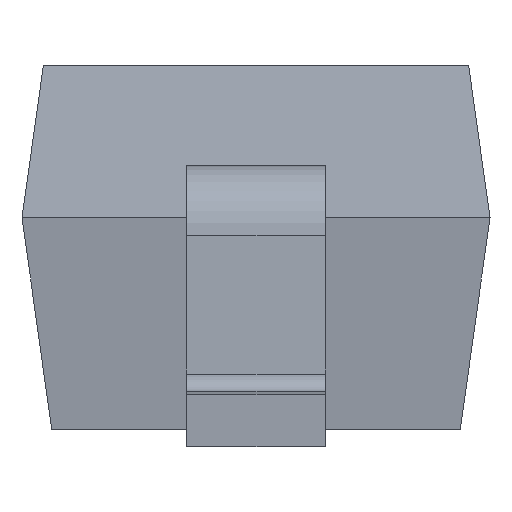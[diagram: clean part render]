
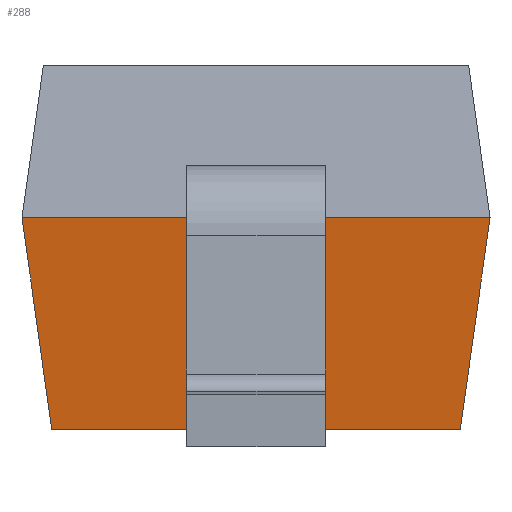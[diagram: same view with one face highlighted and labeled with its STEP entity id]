
A CAD part, left-side view. The second image highlights one B-rep face of the part: STEP entity #288.
In plain terms, the highlighted planar face has unit normal (-0.99, 0, -0.139).
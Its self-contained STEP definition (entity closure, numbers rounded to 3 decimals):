
#2 = DIRECTION ( 'NONE',  ( 0., -1., 0. ) ) ;
#4 = CARTESIAN_POINT ( 'NONE',  ( -0.814, 2.5, 0.05 ) ) ;
#11 = EDGE_LOOP ( 'NONE', ( #1130, #846, #459, #198, #1099, #935 ) ) ;
#32 = EDGE_CURVE ( 'NONE', #482, #592, #1282, .T. ) ;
#49 = LINE ( 'NONE', #153, #1360 ) ;
#89 = CARTESIAN_POINT ( 'NONE',  ( -0.9, 2.5, 0.66 ) ) ;
#139 = CARTESIAN_POINT ( 'NONE',  ( -0.9, 2.5, 0.66 ) ) ;
#147 = CARTESIAN_POINT ( 'NONE',  ( -0.9, -0.2, 0.66 ) ) ;
#153 = CARTESIAN_POINT ( 'NONE',  ( -0.756, -0.531, -0.368 ) ) ;
#159 = DIRECTION ( 'NONE',  ( 0.138, 0.138, -0.981 ) ) ;
#162 = CARTESIAN_POINT ( 'NONE',  ( -0.9, 0.675, 0.66 ) ) ;
#176 = VECTOR ( 'NONE', #2, 1000. ) ;
#198 = ORIENTED_EDGE ( 'NONE', *, *, #1088, .F. ) ;
#271 = DIRECTION ( 'NONE',  ( 0.99, 0., 0.139 ) ) ;
#288 = ADVANCED_FACE ( 'NONE', ( #1216 ), #1343, .F. ) ;
#294 = DIRECTION ( 'NONE',  ( 0., -1., 0. ) ) ;
#302 = VERTEX_POINT ( 'NONE', #162 ) ;
#319 = LINE ( 'NONE', #962, #1250 ) ;
#330 = VERTEX_POINT ( 'NONE', #1256 ) ;
#380 = VECTOR ( 'NONE', #1030, 1000. ) ;
#385 = LINE ( 'NONE', #89, #380 ) ;
#429 = LINE ( 'NONE', #856, #176 ) ;
#448 = DIRECTION ( 'NONE',  ( -0.138, 0.138, 0.981 ) ) ;
#459 = ORIENTED_EDGE ( 'NONE', *, *, #1150, .F. ) ;
#482 = VERTEX_POINT ( 'NONE', #667 ) ;
#516 = EDGE_CURVE ( 'NONE', #533, #330, #681, .T. ) ;
#533 = VERTEX_POINT ( 'NONE', #147 ) ;
#580 = EDGE_CURVE ( 'NONE', #330, #592, #49, .T. ) ;
#592 = VERTEX_POINT ( 'NONE', #1307 ) ;
#646 = VERTEX_POINT ( 'NONE', #1146 ) ;
#667 = CARTESIAN_POINT ( 'NONE',  ( -0.814, 0.589, 0.05 ) ) ;
#676 = AXIS2_PLACEMENT_3D ( 'NONE', #1019, #271, #1330 ) ;
#681 = LINE ( 'NONE', #139, #1074 ) ;
#777 = EDGE_CURVE ( 'NONE', #482, #302, #319, .T. ) ;
#846 = ORIENTED_EDGE ( 'NONE', *, *, #516, .F. ) ;
#856 = CARTESIAN_POINT ( 'NONE',  ( -0.9, 0.2, 0.66 ) ) ;
#910 = DIRECTION ( 'NONE',  ( 0., -1., 0. ) ) ;
#935 = ORIENTED_EDGE ( 'NONE', *, *, #32, .T. ) ;
#962 = CARTESIAN_POINT ( 'NONE',  ( -0.851, 0.626, 0.308 ) ) ;
#1019 = CARTESIAN_POINT ( 'NONE',  ( -0.814, 2.5, 0.05 ) ) ;
#1030 = DIRECTION ( 'NONE',  ( 0., -1., 0. ) ) ;
#1074 = VECTOR ( 'NONE', #910, 1000. ) ;
#1088 = EDGE_CURVE ( 'NONE', #302, #646, #385, .T. ) ;
#1099 = ORIENTED_EDGE ( 'NONE', *, *, #777, .F. ) ;
#1130 = ORIENTED_EDGE ( 'NONE', *, *, #580, .F. ) ;
#1146 = CARTESIAN_POINT ( 'NONE',  ( -0.9, 0.2, 0.66 ) ) ;
#1150 = EDGE_CURVE ( 'NONE', #646, #533, #429, .T. ) ;
#1204 = VECTOR ( 'NONE', #294, 1000. ) ;
#1216 = FACE_OUTER_BOUND ( 'NONE', #11, .T. ) ;
#1250 = VECTOR ( 'NONE', #448, 1000. ) ;
#1256 = CARTESIAN_POINT ( 'NONE',  ( -0.9, -0.675, 0.66 ) ) ;
#1282 = LINE ( 'NONE', #4, #1204 ) ;
#1307 = CARTESIAN_POINT ( 'NONE',  ( -0.814, -0.589, 0.05 ) ) ;
#1330 = DIRECTION ( 'NONE',  ( 0.139, 0., -0.99 ) ) ;
#1343 = PLANE ( 'NONE',  #676 ) ;
#1360 = VECTOR ( 'NONE', #159, 1000. ) ;
